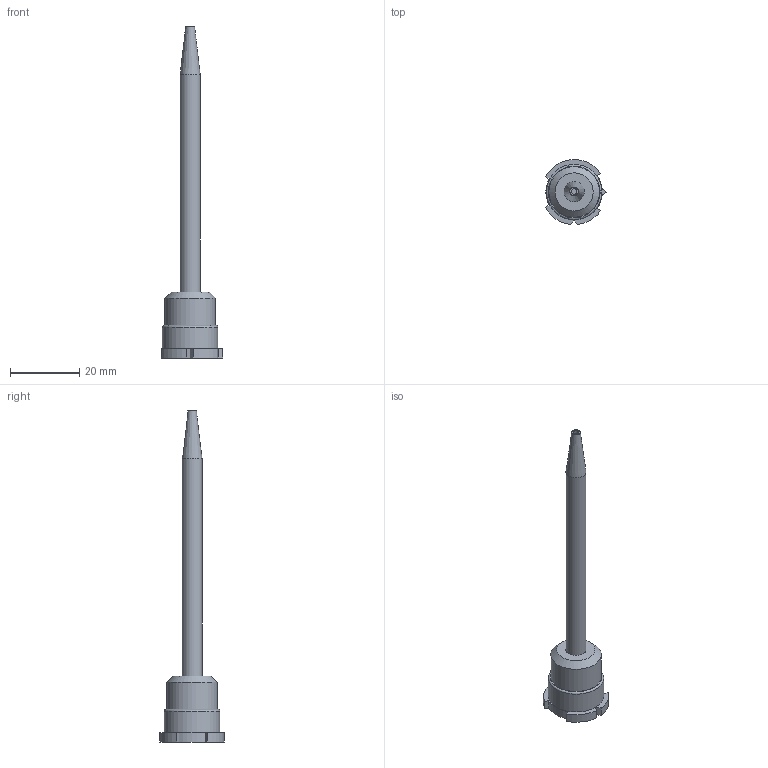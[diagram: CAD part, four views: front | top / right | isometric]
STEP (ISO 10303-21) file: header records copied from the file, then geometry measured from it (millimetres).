
FILE_DESCRIPTION( ( 'Unknown' ), '1' );
FILE_NAME( 'M-50D-416-K.stp', 'Unknown', ( 'Schwinghammer Vitus' ), ( 'Vieweg' ), 'PSStep 17.0.49', 'Solid Edge ST6', ' ' );
FILE_SCHEMA( ( 'AUTOMOTIVE_DESIGN { 1 0 10303 214 1 1 1 1 }' ) );
Length unit declared in the file: millimetre
Products named in the file (2): 1; 2
Bounding box: 17.68 x 18.73 x 95.8 mm (x, y, z)
Volume: 4262.3 mm3; surface area: 3757.2 mm2
Topology: 1 solids, 1 shells, 28 faces, 64 edges, 41 vertices
Faces by surface type: plane 14, cylinder 10, cone 3, torus 1
Full cylindrical faces by diameter (mm): 4.6 x1, 5.8 x1, 14.6 x1, 16 x1
Entity records: 1861 total; most frequent: CARTESIAN_POINT 765, DIRECTION 138, EDGE_CURVE 131, VERTEX_POINT 116, ORIENTED_EDGE 108, B_SPLINE_CURVE_WITH_KNOTS 77, AXIS2_PLACEMENT_3D 54, EDGE_LOOP 39
